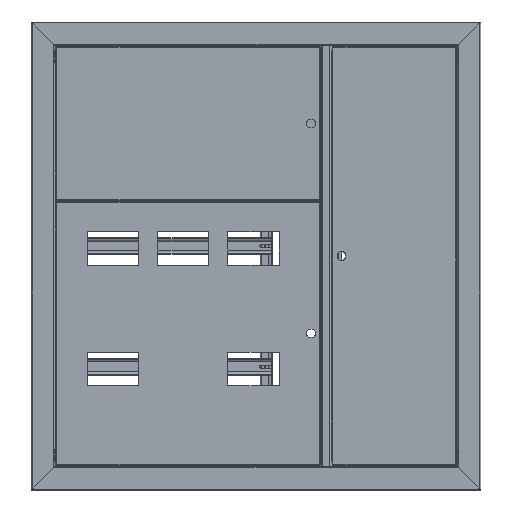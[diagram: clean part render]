
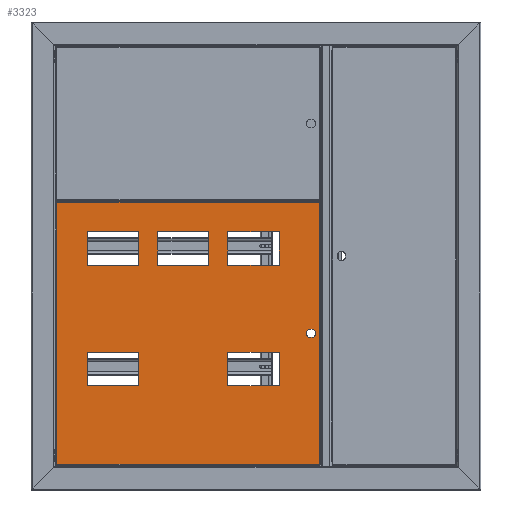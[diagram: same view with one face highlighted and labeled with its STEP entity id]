
A CAD part, top view. The second image highlights one B-rep face of the part: STEP entity #3323.
In plain terms, the highlighted planar face has unit normal (0, 0, 1).
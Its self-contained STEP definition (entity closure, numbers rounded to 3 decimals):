
#3323=ADVANCED_FACE('',(#7310,#7312,#7314,#7316,#7318,#7320,#7322),#7324,.T.);
#7310=FACE_BOUND('',#7311,.T.);
#7311=EDGE_LOOP('',(#17883,#17884,#17885,#17886));
#7312=FACE_BOUND('',#7313,.T.);
#7313=EDGE_LOOP('',(#17887,#17888,#17889,#17890));
#7314=FACE_BOUND('',#7315,.T.);
#7315=EDGE_LOOP('',(#17891,#17892,#17893,#17894));
#7316=FACE_BOUND('',#7317,.T.);
#7317=EDGE_LOOP('',(#17895,#17896,#17897,#17898));
#7318=FACE_BOUND('',#7319,.T.);
#7319=EDGE_LOOP('',(#17899,#17900,#17901,#17902));
#7320=FACE_BOUND('',#7321,.T.);
#7321=EDGE_LOOP('',(#17903,#17904,#17905,#17906));
#7322=FACE_BOUND('',#7323,.T.);
#7323=EDGE_LOOP('',(#17907,#17908,#17909,#17910));
#7324=PLANE('',#7325);
#7325=AXIS2_PLACEMENT_3D('',#7326,#7327,#7328);
#7326=CARTESIAN_POINT('',(0.,0.,0.));
#7327=DIRECTION('',(0.,0.,1.));
#7328=DIRECTION('',(1.,0.,0.));
#17883=ORIENTED_EDGE('',*,*,#23577,.T.);
#17884=ORIENTED_EDGE('',*,*,#23578,.T.);
#17885=ORIENTED_EDGE('',*,*,#23579,.T.);
#17886=ORIENTED_EDGE('',*,*,#23580,.T.);
#17887=ORIENTED_EDGE('',*,*,#23425,.T.);
#17888=ORIENTED_EDGE('',*,*,#23432,.T.);
#17889=ORIENTED_EDGE('',*,*,#23430,.T.);
#17890=ORIENTED_EDGE('',*,*,#23428,.T.);
#17891=ORIENTED_EDGE('',*,*,#23417,.T.);
#17892=ORIENTED_EDGE('',*,*,#23424,.T.);
#17893=ORIENTED_EDGE('',*,*,#23422,.T.);
#17894=ORIENTED_EDGE('',*,*,#23420,.T.);
#17895=ORIENTED_EDGE('',*,*,#23409,.T.);
#17896=ORIENTED_EDGE('',*,*,#23416,.T.);
#17897=ORIENTED_EDGE('',*,*,#23414,.T.);
#17898=ORIENTED_EDGE('',*,*,#23412,.T.);
#17899=ORIENTED_EDGE('',*,*,#23401,.T.);
#17900=ORIENTED_EDGE('',*,*,#23408,.T.);
#17901=ORIENTED_EDGE('',*,*,#23406,.T.);
#17902=ORIENTED_EDGE('',*,*,#23404,.T.);
#17903=ORIENTED_EDGE('',*,*,#23393,.T.);
#17904=ORIENTED_EDGE('',*,*,#23400,.T.);
#17905=ORIENTED_EDGE('',*,*,#23398,.T.);
#17906=ORIENTED_EDGE('',*,*,#23396,.T.);
#17907=ORIENTED_EDGE('',*,*,#23385,.T.);
#17908=ORIENTED_EDGE('',*,*,#23392,.T.);
#17909=ORIENTED_EDGE('',*,*,#23390,.T.);
#17910=ORIENTED_EDGE('',*,*,#23388,.T.);
#23385=EDGE_CURVE('',#26360,#26361,#26362,.F.);
#23388=EDGE_CURVE('',#26365,#26360,#26366,.F.);
#23390=EDGE_CURVE('',#26368,#26365,#26369,.F.);
#23392=EDGE_CURVE('',#26361,#26368,#26371,.F.);
#23393=EDGE_CURVE('',#26372,#26373,#26374,.F.);
#23396=EDGE_CURVE('',#26377,#26372,#26378,.F.);
#23398=EDGE_CURVE('',#26380,#26377,#26381,.F.);
#23400=EDGE_CURVE('',#26373,#26380,#26383,.F.);
#23401=EDGE_CURVE('',#26384,#26385,#26386,.F.);
#23404=EDGE_CURVE('',#26389,#26384,#26390,.F.);
#23406=EDGE_CURVE('',#26392,#26389,#26393,.F.);
#23408=EDGE_CURVE('',#26385,#26392,#26395,.F.);
#23409=EDGE_CURVE('',#26396,#26397,#26398,.F.);
#23412=EDGE_CURVE('',#26401,#26396,#26402,.F.);
#23414=EDGE_CURVE('',#26404,#26401,#26405,.F.);
#23416=EDGE_CURVE('',#26397,#26404,#26407,.F.);
#23417=EDGE_CURVE('',#26408,#26409,#26410,.F.);
#23420=EDGE_CURVE('',#26413,#26408,#26414,.F.);
#23422=EDGE_CURVE('',#26416,#26413,#26417,.F.);
#23424=EDGE_CURVE('',#26409,#26416,#26419,.F.);
#23425=EDGE_CURVE('',#26420,#26421,#26422,.F.);
#23428=EDGE_CURVE('',#26425,#26420,#26426,.F.);
#23430=EDGE_CURVE('',#26428,#26425,#26429,.F.);
#23432=EDGE_CURVE('',#26421,#26428,#26431,.F.);
#23577=EDGE_CURVE('',#26484,#26589,#26678,.T.);
#23578=EDGE_CURVE('',#26589,#26529,#26679,.T.);
#23579=EDGE_CURVE('',#26529,#26481,#26680,.T.);
#23580=EDGE_CURVE('',#26481,#26484,#26681,.T.);
#26360=VERTEX_POINT('',#31291);
#26361=VERTEX_POINT('',#31292);
#26362=CIRCLE('',#31293,9.75);
#26365=VERTEX_POINT('',#31303);
#26366=LINE('',#31304,#31305);
#26368=VERTEX_POINT('',#31310);
#26369=CIRCLE('',#31311,9.75);
#26371=LINE('',#31318,#31319);
#26372=VERTEX_POINT('',#31321);
#26373=VERTEX_POINT('',#31322);
#26374=LINE('',#31323,#31324);
#26377=VERTEX_POINT('',#31332);
#26378=LINE('',#31333,#31334);
#26380=VERTEX_POINT('',#31339);
#26381=LINE('',#31340,#31341);
#26383=LINE('',#31346,#31347);
#26384=VERTEX_POINT('',#31349);
#26385=VERTEX_POINT('',#31350);
#26386=LINE('',#31351,#31352);
#26389=VERTEX_POINT('',#31360);
#26390=LINE('',#31361,#31362);
#26392=VERTEX_POINT('',#31367);
#26393=LINE('',#31368,#31369);
#26395=LINE('',#31374,#31375);
#26396=VERTEX_POINT('',#31377);
#26397=VERTEX_POINT('',#31378);
#26398=LINE('',#31379,#31380);
#26401=VERTEX_POINT('',#31388);
#26402=LINE('',#31389,#31390);
#26404=VERTEX_POINT('',#31395);
#26405=LINE('',#31396,#31397);
#26407=LINE('',#31402,#31403);
#26408=VERTEX_POINT('',#31405);
#26409=VERTEX_POINT('',#31406);
#26410=LINE('',#31407,#31408);
#26413=VERTEX_POINT('',#31416);
#26414=LINE('',#31417,#31418);
#26416=VERTEX_POINT('',#31423);
#26417=LINE('',#31424,#31425);
#26419=LINE('',#31430,#31431);
#26420=VERTEX_POINT('',#31433);
#26421=VERTEX_POINT('',#31434);
#26422=LINE('',#31435,#31436);
#26425=VERTEX_POINT('',#31444);
#26426=LINE('',#31445,#31446);
#26428=VERTEX_POINT('',#31451);
#26429=LINE('',#31452,#31453);
#26431=LINE('',#31458,#31459);
#26481=VERTEX_POINT('',#31605);
#26484=VERTEX_POINT('',#31623);
#26529=VERTEX_POINT('',#31721);
#26589=VERTEX_POINT('',#31863);
#26678=LINE('',#32142,#32143);
#26679=LINE('',#32145,#32146);
#26680=LINE('',#32148,#32149);
#26681=LINE('',#32151,#32152);
#31291=CARTESIAN_POINT('',(122.276,-657.,0.));
#31292=CARTESIAN_POINT('',(122.276,-674.,0.));
#31293=AXIS2_PLACEMENT_3D('',#31294,#31295,#31296);
#31294=CARTESIAN_POINT('',(117.5,-665.5,0.));
#31295=DIRECTION('',(0.,0.,1.));
#31296=DIRECTION('',(0.49,-0.872,0.));
#31303=CARTESIAN_POINT('',(112.724,-657.,0.));
#31304=CARTESIAN_POINT('',(122.276,-657.,0.));
#31305=VECTOR('',#31306,1.);
#31306=DIRECTION('',(-1.,0.,0.));
#31310=CARTESIAN_POINT('',(112.724,-674.,0.));
#31311=AXIS2_PLACEMENT_3D('',#31312,#31313,#31314);
#31312=CARTESIAN_POINT('',(117.5,-665.5,0.));
#31313=DIRECTION('',(0.,0.,1.));
#31314=DIRECTION('',(-0.49,0.872,0.));
#31318=CARTESIAN_POINT('',(112.724,-674.,0.));
#31319=VECTOR('',#31320,1.);
#31320=DIRECTION('',(1.,0.,0.));
#31321=CARTESIAN_POINT('',(-360.063,-777.5,0.));
#31322=CARTESIAN_POINT('',(-360.063,-705.5,0.));
#31323=CARTESIAN_POINT('',(-360.063,-705.5,0.));
#31324=VECTOR('',#31325,1.);
#31325=DIRECTION('',(0.,-1.,0.));
#31332=CARTESIAN_POINT('',(-250.563,-777.5,0.));
#31333=CARTESIAN_POINT('',(-360.063,-777.5,0.));
#31334=VECTOR('',#31335,1.);
#31335=DIRECTION('',(1.,0.,0.));
#31339=CARTESIAN_POINT('',(-250.563,-705.5,0.));
#31340=CARTESIAN_POINT('',(-250.563,-777.5,0.));
#31341=VECTOR('',#31342,1.);
#31342=DIRECTION('',(0.,1.,0.));
#31346=CARTESIAN_POINT('',(-250.563,-705.5,0.));
#31347=VECTOR('',#31348,1.);
#31348=DIRECTION('',(-1.,0.,0.));
#31349=CARTESIAN_POINT('',(-360.063,-519.9,0.));
#31350=CARTESIAN_POINT('',(-360.063,-447.9,0.));
#31351=CARTESIAN_POINT('',(-360.063,-447.9,0.));
#31352=VECTOR('',#31353,1.);
#31353=DIRECTION('',(0.,-1.,0.));
#31360=CARTESIAN_POINT('',(-250.563,-519.9,0.));
#31361=CARTESIAN_POINT('',(-360.063,-519.9,0.));
#31362=VECTOR('',#31363,1.);
#31363=DIRECTION('',(1.,0.,0.));
#31367=CARTESIAN_POINT('',(-250.563,-447.9,0.));
#31368=CARTESIAN_POINT('',(-250.563,-519.9,0.));
#31369=VECTOR('',#31370,1.);
#31370=DIRECTION('',(0.,1.,0.));
#31374=CARTESIAN_POINT('',(-250.563,-447.9,0.));
#31375=VECTOR('',#31376,1.);
#31376=DIRECTION('',(-1.,0.,0.));
#31377=CARTESIAN_POINT('',(-60.063,-705.5,0.));
#31378=CARTESIAN_POINT('',(49.437,-705.5,0.));
#31379=CARTESIAN_POINT('',(49.437,-705.5,0.));
#31380=VECTOR('',#31381,1.);
#31381=DIRECTION('',(-1.,0.,0.));
#31388=CARTESIAN_POINT('',(-60.063,-777.5,0.));
#31389=CARTESIAN_POINT('',(-60.063,-705.5,0.));
#31390=VECTOR('',#31391,1.);
#31391=DIRECTION('',(0.,-1.,0.));
#31395=CARTESIAN_POINT('',(49.437,-777.5,0.));
#31396=CARTESIAN_POINT('',(-60.063,-777.5,0.));
#31397=VECTOR('',#31398,1.);
#31398=DIRECTION('',(1.,0.,0.));
#31402=CARTESIAN_POINT('',(49.437,-777.5,0.));
#31403=VECTOR('',#31404,1.);
#31404=DIRECTION('',(0.,1.,0.));
#31405=CARTESIAN_POINT('',(-60.063,-519.9,0.));
#31406=CARTESIAN_POINT('',(-60.063,-447.9,0.));
#31407=CARTESIAN_POINT('',(-60.063,-447.9,0.));
#31408=VECTOR('',#31409,1.);
#31409=DIRECTION('',(0.,-1.,0.));
#31416=CARTESIAN_POINT('',(49.437,-519.9,0.));
#31417=CARTESIAN_POINT('',(-60.063,-519.9,0.));
#31418=VECTOR('',#31419,1.);
#31419=DIRECTION('',(1.,0.,0.));
#31423=CARTESIAN_POINT('',(49.437,-447.9,0.));
#31424=CARTESIAN_POINT('',(49.437,-519.9,0.));
#31425=VECTOR('',#31426,1.);
#31426=DIRECTION('',(0.,1.,0.));
#31430=CARTESIAN_POINT('',(49.437,-447.9,0.));
#31431=VECTOR('',#31432,1.);
#31432=DIRECTION('',(-1.,0.,0.));
#31433=CARTESIAN_POINT('',(-210.063,-519.9,0.));
#31434=CARTESIAN_POINT('',(-210.063,-447.9,0.));
#31435=CARTESIAN_POINT('',(-210.063,-447.9,0.));
#31436=VECTOR('',#31437,1.);
#31437=DIRECTION('',(0.,-1.,0.));
#31444=CARTESIAN_POINT('',(-100.563,-519.9,0.));
#31445=CARTESIAN_POINT('',(-210.063,-519.9,0.));
#31446=VECTOR('',#31447,1.);
#31447=DIRECTION('',(1.,0.,0.));
#31451=CARTESIAN_POINT('',(-100.563,-447.9,0.));
#31452=CARTESIAN_POINT('',(-100.563,-519.9,0.));
#31453=VECTOR('',#31454,1.);
#31454=DIRECTION('',(0.,1.,0.));
#31458=CARTESIAN_POINT('',(-100.563,-447.9,0.));
#31459=VECTOR('',#31460,1.);
#31460=DIRECTION('',(-1.,0.,0.));
#31605=CARTESIAN_POINT('',(-425.5,-945.5,0.));
#31623=CARTESIAN_POINT('',(135.5,-945.5,0.));
#31721=CARTESIAN_POINT('',(-425.5,-385.5,0.));
#31863=CARTESIAN_POINT('',(135.5,-385.5,0.));
#32142=CARTESIAN_POINT('',(135.5,-945.5,0.));
#32143=VECTOR('',#32144,1.);
#32144=DIRECTION('',(0.,1.,0.));
#32145=CARTESIAN_POINT('',(135.5,-385.5,0.));
#32146=VECTOR('',#32147,1.);
#32147=DIRECTION('',(-1.,0.,0.));
#32148=CARTESIAN_POINT('',(-425.5,-385.5,0.));
#32149=VECTOR('',#32150,1.);
#32150=DIRECTION('',(0.,-1.,0.));
#32151=CARTESIAN_POINT('',(-425.5,-945.5,0.));
#32152=VECTOR('',#32153,1.);
#32153=DIRECTION('',(1.,0.,0.));
